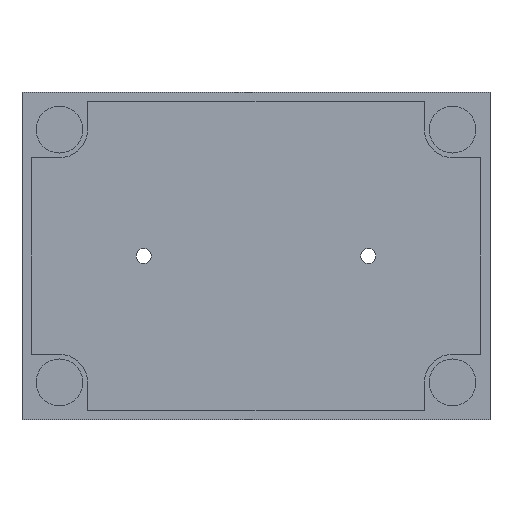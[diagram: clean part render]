
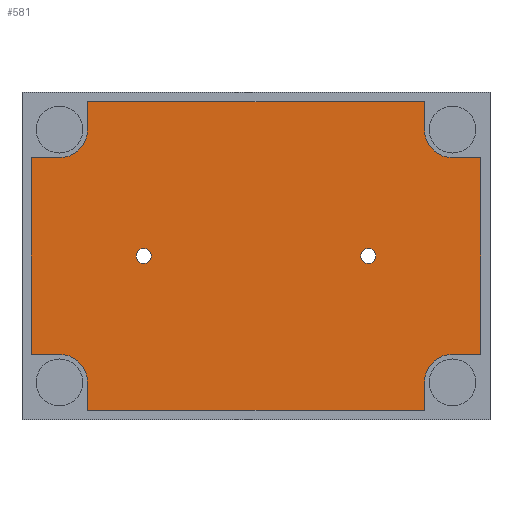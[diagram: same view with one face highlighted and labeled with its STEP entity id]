
A CAD part, front view. The second image highlights one B-rep face of the part: STEP entity #581.
In plain terms, the highlighted planar face has unit normal (0, -1, 0).
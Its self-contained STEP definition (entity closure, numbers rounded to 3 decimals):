
#20=FACE_BOUND('',#113,.T.);
#21=FACE_BOUND('',#114,.T.);
#41=PLANE('',#636);
#74=FACE_OUTER_BOUND('',#112,.T.);
#112=EDGE_LOOP('',(#504,#505,#506,#507,#508,#509,#510,#511,#512,#513,#514,
#515,#516,#517,#518,#519));
#113=EDGE_LOOP('',(#520));
#114=EDGE_LOOP('',(#521));
#133=LINE('',#875,#191);
#138=LINE('',#884,#196);
#139=LINE('',#887,#197);
#142=LINE('',#892,#200);
#146=LINE('',#899,#204);
#147=LINE('',#902,#205);
#150=LINE('',#907,#208);
#154=LINE('',#914,#212);
#155=LINE('',#917,#213);
#158=LINE('',#922,#216);
#162=LINE('',#929,#220);
#163=LINE('',#931,#221);
#191=VECTOR('',#713,10.);
#196=VECTOR('',#720,10.);
#197=VECTOR('',#723,10.);
#200=VECTOR('',#728,10.);
#204=VECTOR('',#734,10.);
#205=VECTOR('',#737,10.);
#208=VECTOR('',#742,10.);
#212=VECTOR('',#748,10.);
#213=VECTOR('',#751,10.);
#216=VECTOR('',#756,10.);
#220=VECTOR('',#762,10.);
#221=VECTOR('',#765,10.);
#238=CIRCLE('',#590,1.6);
#240=CIRCLE('',#593,1.6);
#242=CIRCLE('',#596,6.);
#244=CIRCLE('',#599,6.);
#246=CIRCLE('',#602,6.);
#248=CIRCLE('',#605,6.);
#258=VERTEX_POINT('',#810);
#260=VERTEX_POINT('',#816);
#262=VERTEX_POINT('',#822);
#263=VERTEX_POINT('',#823);
#266=VERTEX_POINT('',#831);
#267=VERTEX_POINT('',#832);
#270=VERTEX_POINT('',#840);
#271=VERTEX_POINT('',#841);
#274=VERTEX_POINT('',#849);
#275=VERTEX_POINT('',#850);
#283=VERTEX_POINT('',#874);
#286=VERTEX_POINT('',#882);
#287=VERTEX_POINT('',#886);
#290=VERTEX_POINT('',#897);
#291=VERTEX_POINT('',#901);
#294=VERTEX_POINT('',#912);
#295=VERTEX_POINT('',#916);
#298=VERTEX_POINT('',#927);
#310=EDGE_CURVE('',#258,#258,#238,.T.);
#313=EDGE_CURVE('',#260,#260,#240,.T.);
#316=EDGE_CURVE('',#262,#263,#242,.T.);
#320=EDGE_CURVE('',#266,#267,#244,.T.);
#324=EDGE_CURVE('',#270,#271,#246,.T.);
#328=EDGE_CURVE('',#274,#275,#248,.T.);
#338=EDGE_CURVE('',#283,#275,#133,.T.);
#343=EDGE_CURVE('',#274,#286,#138,.T.);
#344=EDGE_CURVE('',#286,#287,#139,.T.);
#347=EDGE_CURVE('',#287,#263,#142,.T.);
#351=EDGE_CURVE('',#262,#290,#146,.T.);
#352=EDGE_CURVE('',#290,#291,#147,.T.);
#355=EDGE_CURVE('',#291,#271,#150,.T.);
#359=EDGE_CURVE('',#270,#294,#154,.T.);
#360=EDGE_CURVE('',#294,#295,#155,.T.);
#363=EDGE_CURVE('',#295,#267,#158,.T.);
#367=EDGE_CURVE('',#266,#298,#162,.T.);
#368=EDGE_CURVE('',#298,#283,#163,.T.);
#504=ORIENTED_EDGE('',*,*,#338,.T.);
#505=ORIENTED_EDGE('',*,*,#328,.F.);
#506=ORIENTED_EDGE('',*,*,#343,.T.);
#507=ORIENTED_EDGE('',*,*,#344,.T.);
#508=ORIENTED_EDGE('',*,*,#347,.T.);
#509=ORIENTED_EDGE('',*,*,#316,.F.);
#510=ORIENTED_EDGE('',*,*,#351,.T.);
#511=ORIENTED_EDGE('',*,*,#352,.T.);
#512=ORIENTED_EDGE('',*,*,#355,.T.);
#513=ORIENTED_EDGE('',*,*,#324,.F.);
#514=ORIENTED_EDGE('',*,*,#359,.T.);
#515=ORIENTED_EDGE('',*,*,#360,.T.);
#516=ORIENTED_EDGE('',*,*,#363,.T.);
#517=ORIENTED_EDGE('',*,*,#320,.F.);
#518=ORIENTED_EDGE('',*,*,#367,.T.);
#519=ORIENTED_EDGE('',*,*,#368,.T.);
#520=ORIENTED_EDGE('',*,*,#310,.T.);
#521=ORIENTED_EDGE('',*,*,#313,.T.);
#581=ADVANCED_FACE('',(#74,#20,#21),#41,.F.);
#590=AXIS2_PLACEMENT_3D('',#811,#646,#647);
#593=AXIS2_PLACEMENT_3D('',#817,#653,#654);
#596=AXIS2_PLACEMENT_3D('',#824,#660,#661);
#599=AXIS2_PLACEMENT_3D('',#833,#668,#669);
#602=AXIS2_PLACEMENT_3D('',#842,#676,#677);
#605=AXIS2_PLACEMENT_3D('',#851,#684,#685);
#636=AXIS2_PLACEMENT_3D('',#954,#788,#789);
#646=DIRECTION('center_axis',(0.,1.,0.));
#647=DIRECTION('ref_axis',(1.,0.,0.));
#653=DIRECTION('center_axis',(0.,1.,0.));
#654=DIRECTION('ref_axis',(1.,0.,0.));
#660=DIRECTION('center_axis',(0.,-1.,0.));
#661=DIRECTION('ref_axis',(1.,0.,0.));
#668=DIRECTION('center_axis',(0.,-1.,0.));
#669=DIRECTION('ref_axis',(-1.,0.,0.));
#676=DIRECTION('center_axis',(0.,-1.,0.));
#677=DIRECTION('ref_axis',(0.,0.,1.));
#684=DIRECTION('center_axis',(0.,-1.,0.));
#685=DIRECTION('ref_axis',(0.,0.,-1.));
#713=DIRECTION('',(0.,0.,-1.));
#720=DIRECTION('',(-1.,0.,0.));
#723=DIRECTION('',(0.,0.,-1.));
#728=DIRECTION('',(1.,0.,0.));
#734=DIRECTION('',(0.,0.,-1.));
#737=DIRECTION('',(1.,0.,0.));
#742=DIRECTION('',(0.,0.,1.));
#748=DIRECTION('',(1.,0.,0.));
#751=DIRECTION('',(0.,0.,1.));
#756=DIRECTION('',(-1.,0.,0.));
#762=DIRECTION('',(0.,0.,1.));
#765=DIRECTION('',(-1.,0.,0.));
#788=DIRECTION('center_axis',(0.,1.,0.));
#789=DIRECTION('ref_axis',(-1.,0.,0.));
#810=CARTESIAN_POINT('',(-25.6,50.,0.));
#811=CARTESIAN_POINT('Origin',(-24.,50.,0.));
#816=CARTESIAN_POINT('',(22.4,50.,0.));
#817=CARTESIAN_POINT('Origin',(24.,50.,0.));
#822=CARTESIAN_POINT('',(-36.,50.,-27.));
#823=CARTESIAN_POINT('',(-42.,50.,-21.));
#824=CARTESIAN_POINT('Origin',(-42.,50.,-27.));
#831=CARTESIAN_POINT('',(36.,50.,27.));
#832=CARTESIAN_POINT('',(42.,50.,21.));
#833=CARTESIAN_POINT('Origin',(42.,50.,27.));
#840=CARTESIAN_POINT('',(42.,50.,-21.));
#841=CARTESIAN_POINT('',(36.,50.,-27.));
#842=CARTESIAN_POINT('Origin',(42.,50.,-27.));
#849=CARTESIAN_POINT('',(-42.,50.,21.));
#850=CARTESIAN_POINT('',(-36.,50.,27.));
#851=CARTESIAN_POINT('Origin',(-42.,50.,27.));
#874=CARTESIAN_POINT('',(-36.,50.,33.));
#875=CARTESIAN_POINT('',(-36.,50.,10.5));
#882=CARTESIAN_POINT('',(-48.,50.,21.));
#884=CARTESIAN_POINT('',(-24.,50.,21.));
#886=CARTESIAN_POINT('',(-48.,50.,-21.));
#887=CARTESIAN_POINT('',(-48.,50.,-10.5));
#892=CARTESIAN_POINT('',(-18.,50.,-21.));
#897=CARTESIAN_POINT('',(-36.,50.,-33.));
#899=CARTESIAN_POINT('',(-36.,50.,-16.5));
#901=CARTESIAN_POINT('',(36.,50.,-33.));
#902=CARTESIAN_POINT('',(18.,50.,-33.));
#907=CARTESIAN_POINT('',(36.,50.,-10.5));
#912=CARTESIAN_POINT('',(48.,50.,-21.));
#914=CARTESIAN_POINT('',(24.,50.,-21.));
#916=CARTESIAN_POINT('',(48.,50.,21.));
#917=CARTESIAN_POINT('',(48.,50.,10.5));
#922=CARTESIAN_POINT('',(18.,50.,21.));
#927=CARTESIAN_POINT('',(36.,50.,33.));
#929=CARTESIAN_POINT('',(36.,50.,16.5));
#931=CARTESIAN_POINT('',(-18.,50.,33.));
#954=CARTESIAN_POINT('Origin',(0.,50.,0.));
